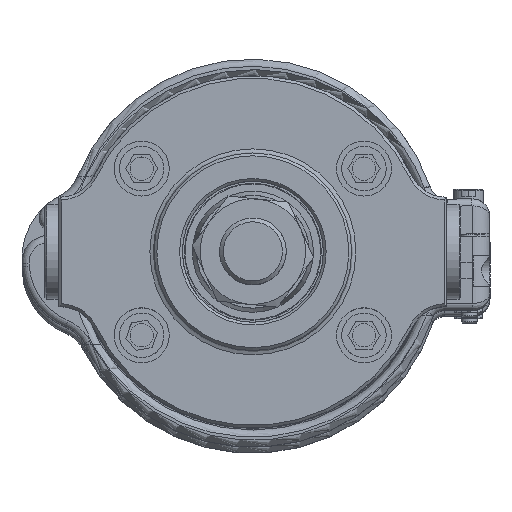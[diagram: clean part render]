
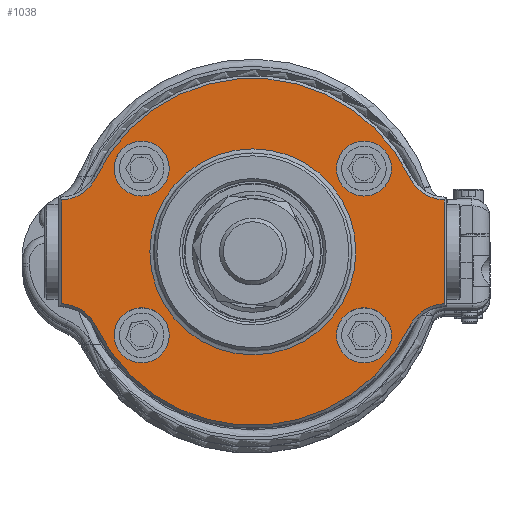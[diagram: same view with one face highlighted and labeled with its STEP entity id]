
A CAD part, top view. The second image highlights one B-rep face of the part: STEP entity #1038.
In plain terms, the highlighted planar face has unit normal (0, 0, 1).
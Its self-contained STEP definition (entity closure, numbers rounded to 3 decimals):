
#197 = CARTESIAN_POINT ( 'NONE',  ( -20., 15., 25.4 ) ) ;
#244 = AXIS2_PLACEMENT_3D ( 'NONE', #15490, #16694, #8796 ) ;
#252 = VERTEX_POINT ( 'NONE', #13340 ) ;
#253 = AXIS2_PLACEMENT_3D ( 'NONE', #11836, #5171, #14932 ) ;
#320 = CARTESIAN_POINT ( 'NONE',  ( 28.224, 13.397, 25.4 ) ) ;
#377 = AXIS2_PLACEMENT_3D ( 'NONE', #7430, #12735, #864 ) ;
#523 = EDGE_CURVE ( 'NONE', #14240, #14240, #2863, .T. ) ;
#590 = VERTEX_POINT ( 'NONE', #15194 ) ;
#655 = CARTESIAN_POINT ( 'NONE',  ( 18.542, 0., 25.4 ) ) ;
#683 = VERTEX_POINT ( 'NONE', #3064 ) ;
#696 = DIRECTION ( 'NONE',  ( 1., 0., 0. ) ) ;
#706 = DIRECTION ( 'NONE',  ( 0., 0., -1. ) ) ;
#864 = DIRECTION ( 'NONE',  ( 1., 0., 0. ) ) ;
#1038 = ADVANCED_FACE ( 'NONE', ( #4932, #7513, #3635, #10286, #11349, #15600 ), #7597, .T. ) ;
#1039 = EDGE_CURVE ( 'NONE', #9251, #8753, #2259, .T. ) ;
#1090 = EDGE_CURVE ( 'NONE', #590, #16327, #7831, .T. ) ;
#1385 = CARTESIAN_POINT ( 'NONE',  ( 34.417, 9.842, 25.4 ) ) ;
#1476 = CARTESIAN_POINT ( 'NONE',  ( -34.417, -9.338, 25.4 ) ) ;
#1510 = DIRECTION ( 'NONE',  ( 1., 0., 0. ) ) ;
#1562 = EDGE_CURVE ( 'NONE', #252, #252, #5823, .T. ) ;
#1853 = CARTESIAN_POINT ( 'NONE',  ( -34.649, -16.447, 25.4 ) ) ;
#1868 = EDGE_CURVE ( 'NONE', #10732, #10732, #4178, .T. ) ;
#2145 = EDGE_LOOP ( 'NONE', ( #8044 ) ) ;
#2174 = CARTESIAN_POINT ( 'NONE',  ( -34.417, -9.843, 25.4 ) ) ;
#2259 = LINE ( 'NONE', #2174, #10602 ) ;
#2612 = CARTESIAN_POINT ( 'NONE',  ( 24.953, 15., 25.4 ) ) ;
#2863 = CIRCLE ( 'NONE', #13360, 4.953 ) ;
#2963 = EDGE_LOOP ( 'NONE', ( #10421, #14707, #9501, #16136, #8333, #7658, #6820, #17128 ) ) ;
#3064 = CARTESIAN_POINT ( 'NONE',  ( 34.417, -9.338, 25.4 ) ) ;
#3070 = DIRECTION ( 'NONE',  ( 0., 0., 1. ) ) ;
#3108 = CARTESIAN_POINT ( 'NONE',  ( 0., 0., 25.4 ) ) ;
#3635 = FACE_BOUND ( 'NONE', #2145, .T. ) ;
#3910 = AXIS2_PLACEMENT_3D ( 'NONE', #197, #14676, #1510 ) ;
#3995 = VERTEX_POINT ( 'NONE', #4470 ) ;
#4178 = CIRCLE ( 'NONE', #3910, 4.953 ) ;
#4398 = DIRECTION ( 'NONE',  ( 0., 0., -1. ) ) ;
#4405 = CIRCLE ( 'NONE', #7707, 7.112 ) ;
#4470 = CARTESIAN_POINT ( 'NONE',  ( 34.417, 9.338, 25.4 ) ) ;
#4638 = ORIENTED_EDGE ( 'NONE', *, *, #1562, .F. ) ;
#4932 = FACE_OUTER_BOUND ( 'NONE', #2963, .T. ) ;
#5165 = CARTESIAN_POINT ( 'NONE',  ( 20., -15., 25.4 ) ) ;
#5171 = DIRECTION ( 'NONE',  ( 0., 0., -1. ) ) ;
#5525 = CARTESIAN_POINT ( 'NONE',  ( -34.417, 9.338, 25.4 ) ) ;
#5579 = EDGE_CURVE ( 'NONE', #12971, #12971, #8986, .T. ) ;
#5745 = CARTESIAN_POINT ( 'NONE',  ( -20., -15., 25.4 ) ) ;
#5823 = CIRCLE ( 'NONE', #10555, 4.953 ) ;
#5922 = DIRECTION ( 'NONE',  ( 0., 0., 1. ) ) ;
#5966 = AXIS2_PLACEMENT_3D ( 'NONE', #5745, #3070, #8232 ) ;
#5986 = DIRECTION ( 'NONE',  ( 0., -1., 0. ) ) ;
#5999 = EDGE_CURVE ( 'NONE', #6169, #9251, #9270, .T. ) ;
#6106 = EDGE_CURVE ( 'NONE', #683, #3995, #13162, .T. ) ;
#6169 = VERTEX_POINT ( 'NONE', #8377 ) ;
#6249 = AXIS2_PLACEMENT_3D ( 'NONE', #8741, #13862, #696 ) ;
#6326 = DIRECTION ( 'NONE',  ( 1., 0., 0. ) ) ;
#6671 = DIRECTION ( 'NONE',  ( 0., 1., 0. ) ) ;
#6820 = ORIENTED_EDGE ( 'NONE', *, *, #11404, .T. ) ;
#6885 = CIRCLE ( 'NONE', #244, 7.112 ) ;
#7062 = EDGE_CURVE ( 'NONE', #16522, #6169, #7145, .T. ) ;
#7145 = CIRCLE ( 'NONE', #14340, 31.242 ) ;
#7430 = CARTESIAN_POINT ( 'NONE',  ( 0., 0., 25.4 ) ) ;
#7506 = CARTESIAN_POINT ( 'NONE',  ( -15.047, -15., 25.4 ) ) ;
#7513 = FACE_BOUND ( 'NONE', #15273, .T. ) ;
#7553 = DIRECTION ( 'NONE',  ( 0., 0., 1. ) ) ;
#7597 = PLANE ( 'NONE',  #8378 ) ;
#7606 = VECTOR ( 'NONE', #6671, 1000. ) ;
#7658 = ORIENTED_EDGE ( 'NONE', *, *, #1039, .T. ) ;
#7707 = AXIS2_PLACEMENT_3D ( 'NONE', #1853, #706, #12409 ) ;
#7715 = CARTESIAN_POINT ( 'NONE',  ( 0., 0., 25.4 ) ) ;
#7831 = CIRCLE ( 'NONE', #377, 31.242 ) ;
#8043 = CARTESIAN_POINT ( 'NONE',  ( -15.047, 15., 25.4 ) ) ;
#8044 = ORIENTED_EDGE ( 'NONE', *, *, #523, .F. ) ;
#8097 = EDGE_CURVE ( 'NONE', #16327, #683, #16043, .T. ) ;
#8232 = DIRECTION ( 'NONE',  ( 1., 0., 0. ) ) ;
#8333 = ORIENTED_EDGE ( 'NONE', *, *, #5999, .T. ) ;
#8377 = CARTESIAN_POINT ( 'NONE',  ( -28.224, 13.397, 25.4 ) ) ;
#8378 = AXIS2_PLACEMENT_3D ( 'NONE', #10201, #14116, #6326 ) ;
#8741 = CARTESIAN_POINT ( 'NONE',  ( -34.649, 16.446, 25.4 ) ) ;
#8753 = VERTEX_POINT ( 'NONE', #1476 ) ;
#8796 = DIRECTION ( 'NONE',  ( 1., 0., 0. ) ) ;
#8847 = EDGE_CURVE ( 'NONE', #15476, #15476, #13555, .T. ) ;
#8986 = CIRCLE ( 'NONE', #5966, 4.953 ) ;
#9251 = VERTEX_POINT ( 'NONE', #5525 ) ;
#9270 = CIRCLE ( 'NONE', #6249, 7.112 ) ;
#9501 = ORIENTED_EDGE ( 'NONE', *, *, #10861, .T. ) ;
#9540 = DIRECTION ( 'NONE',  ( 1., 0., 0. ) ) ;
#10201 = CARTESIAN_POINT ( 'NONE',  ( 0., 0., 25.4 ) ) ;
#10286 = FACE_BOUND ( 'NONE', #10685, .T. ) ;
#10421 = ORIENTED_EDGE ( 'NONE', *, *, #8097, .T. ) ;
#10555 = AXIS2_PLACEMENT_3D ( 'NONE', #5165, #14266, #14173 ) ;
#10602 = VECTOR ( 'NONE', #5986, 1000. ) ;
#10685 = EDGE_LOOP ( 'NONE', ( #16016 ) ) ;
#10732 = VERTEX_POINT ( 'NONE', #8043 ) ;
#10861 = EDGE_CURVE ( 'NONE', #3995, #16522, #6885, .T. ) ;
#10920 = ORIENTED_EDGE ( 'NONE', *, *, #8847, .T. ) ;
#10943 = CARTESIAN_POINT ( 'NONE',  ( 20., 15., 25.4 ) ) ;
#11349 = FACE_BOUND ( 'NONE', #14178, .T. ) ;
#11404 = EDGE_CURVE ( 'NONE', #8753, #590, #4405, .T. ) ;
#11836 = CARTESIAN_POINT ( 'NONE',  ( 34.649, -16.447, 25.4 ) ) ;
#11910 = AXIS2_PLACEMENT_3D ( 'NONE', #3108, #4398, #16530 ) ;
#12409 = DIRECTION ( 'NONE',  ( 1., 0., 0. ) ) ;
#12735 = DIRECTION ( 'NONE',  ( 0., 0., 1. ) ) ;
#12971 = VERTEX_POINT ( 'NONE', #7506 ) ;
#13162 = LINE ( 'NONE', #1385, #7606 ) ;
#13340 = CARTESIAN_POINT ( 'NONE',  ( 24.953, -15., 25.4 ) ) ;
#13360 = AXIS2_PLACEMENT_3D ( 'NONE', #10943, #5922, #9540 ) ;
#13555 = CIRCLE ( 'NONE', #11910, 18.542 ) ;
#13862 = DIRECTION ( 'NONE',  ( 0., 0., -1. ) ) ;
#14116 = DIRECTION ( 'NONE',  ( 0., 0., 1. ) ) ;
#14173 = DIRECTION ( 'NONE',  ( 1., 0., 0. ) ) ;
#14178 = EDGE_LOOP ( 'NONE', ( #14597 ) ) ;
#14240 = VERTEX_POINT ( 'NONE', #2612 ) ;
#14266 = DIRECTION ( 'NONE',  ( 0., 0., 1. ) ) ;
#14340 = AXIS2_PLACEMENT_3D ( 'NONE', #7715, #7553, #15721 ) ;
#14597 = ORIENTED_EDGE ( 'NONE', *, *, #5579, .F. ) ;
#14676 = DIRECTION ( 'NONE',  ( 0., 0., 1. ) ) ;
#14707 = ORIENTED_EDGE ( 'NONE', *, *, #6106, .T. ) ;
#14932 = DIRECTION ( 'NONE',  ( 1., 0., 0. ) ) ;
#14944 = CARTESIAN_POINT ( 'NONE',  ( 28.224, -13.397, 25.4 ) ) ;
#15194 = CARTESIAN_POINT ( 'NONE',  ( -28.224, -13.397, 25.4 ) ) ;
#15273 = EDGE_LOOP ( 'NONE', ( #10920 ) ) ;
#15476 = VERTEX_POINT ( 'NONE', #655 ) ;
#15490 = CARTESIAN_POINT ( 'NONE',  ( 34.649, 16.446, 25.4 ) ) ;
#15600 = FACE_BOUND ( 'NONE', #15626, .T. ) ;
#15626 = EDGE_LOOP ( 'NONE', ( #4638 ) ) ;
#15721 = DIRECTION ( 'NONE',  ( 1., 0., 0. ) ) ;
#16016 = ORIENTED_EDGE ( 'NONE', *, *, #1868, .F. ) ;
#16043 = CIRCLE ( 'NONE', #253, 7.112 ) ;
#16136 = ORIENTED_EDGE ( 'NONE', *, *, #7062, .T. ) ;
#16327 = VERTEX_POINT ( 'NONE', #14944 ) ;
#16522 = VERTEX_POINT ( 'NONE', #320 ) ;
#16530 = DIRECTION ( 'NONE',  ( 1., 0., 0. ) ) ;
#16694 = DIRECTION ( 'NONE',  ( 0., 0., -1. ) ) ;
#17128 = ORIENTED_EDGE ( 'NONE', *, *, #1090, .T. ) ;
